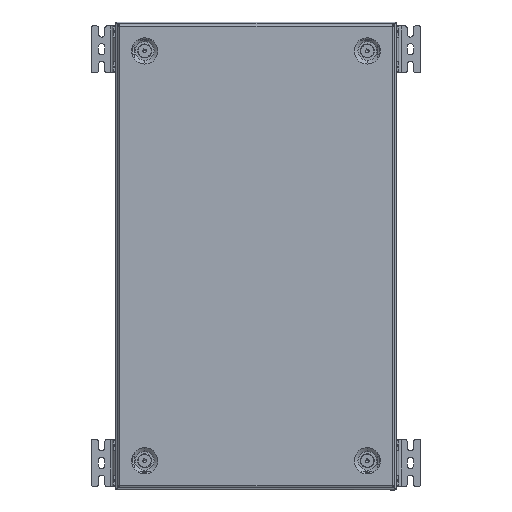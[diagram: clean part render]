
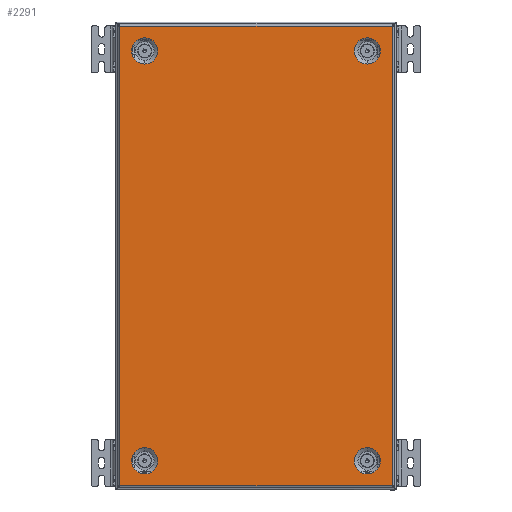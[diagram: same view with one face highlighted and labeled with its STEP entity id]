
A CAD part, top view. The second image highlights one B-rep face of the part: STEP entity #2291.
In plain terms, the highlighted planar face has unit normal (0, 0, 1).
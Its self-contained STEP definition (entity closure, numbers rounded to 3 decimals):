
#24 = CARTESIAN_POINT ( 'NONE',  ( 145.5, -245.5, 0. ) ) ;
#92 = CARTESIAN_POINT ( 'NONE',  ( 119., -219., 0. ) ) ;
#228 = EDGE_CURVE ( 'NONE', #25173, #25200, #9269, .T. ) ;
#396 = ORIENTED_EDGE ( 'NONE', *, *, #27279, .F. ) ;
#459 = CARTESIAN_POINT ( 'NONE',  ( -145.793, -245.5, 0. ) ) ;
#863 = VERTEX_POINT ( 'NONE', #10226 ) ;
#1269 = DIRECTION ( 'NONE',  ( 1., 0., 0. ) ) ;
#1290 = VECTOR ( 'NONE', #27916, 1000. ) ;
#1321 = EDGE_CURVE ( 'NONE', #1942, #16976, #10748, .T. ) ;
#1817 = VERTEX_POINT ( 'NONE', #7320 ) ;
#1942 = VERTEX_POINT ( 'NONE', #5739 ) ;
#2291 = ADVANCED_FACE ( 'NONE', ( #21076, #7825, #27363, #25227, #20802 ), #12507, .T. ) ;
#3219 = DIRECTION ( 'NONE',  ( -1., 0., 0. ) ) ;
#3306 = DIRECTION ( 'NONE',  ( 1., 0., 0. ) ) ;
#3600 = CARTESIAN_POINT ( 'NONE',  ( 145.5, 245.5, 0. ) ) ;
#3628 = CIRCLE ( 'NONE', #17291, 14. ) ;
#3804 = DIRECTION ( 'NONE',  ( -1., 0., 0. ) ) ;
#3944 = CARTESIAN_POINT ( 'NONE',  ( -119., -219., 0. ) ) ;
#3974 = CARTESIAN_POINT ( 'NONE',  ( 147.5, -245.5, 0. ) ) ;
#4028 = CARTESIAN_POINT ( 'NONE',  ( -147.5, 245.5, 0. ) ) ;
#4305 = VERTEX_POINT ( 'NONE', #17643 ) ;
#4359 = DIRECTION ( 'NONE',  ( 0., 0., 1. ) ) ;
#4551 = ORIENTED_EDGE ( 'NONE', *, *, #24925, .F. ) ;
#4812 = LINE ( 'NONE', #13782, #24286 ) ;
#4869 = EDGE_CURVE ( 'NONE', #4305, #24132, #12909, .T. ) ;
#5061 = CARTESIAN_POINT ( 'NONE',  ( -119., 219., 0. ) ) ;
#5133 = DIRECTION ( 'NONE',  ( -1., 0., 0. ) ) ;
#5186 = CIRCLE ( 'NONE', #12431, 14. ) ;
#5364 = CARTESIAN_POINT ( 'NONE',  ( -145.5, 245.793, 0. ) ) ;
#5575 = ORIENTED_EDGE ( 'NONE', *, *, #4869, .T. ) ;
#5585 = CARTESIAN_POINT ( 'NONE',  ( 119., -219., 0. ) ) ;
#5739 = CARTESIAN_POINT ( 'NONE',  ( -119., -205., 0. ) ) ;
#6306 = DIRECTION ( 'NONE',  ( 1., 0., 0. ) ) ;
#6330 = VECTOR ( 'NONE', #17854, 1000. ) ;
#6723 = ORIENTED_EDGE ( 'NONE', *, *, #9152, .T. ) ;
#6747 = ORIENTED_EDGE ( 'NONE', *, *, #27982, .T. ) ;
#7149 = CARTESIAN_POINT ( 'NONE',  ( -145.4, 245.5, 0. ) ) ;
#7320 = CARTESIAN_POINT ( 'NONE',  ( 119., -205., 0. ) ) ;
#7825 = FACE_BOUND ( 'NONE', #10833, .T. ) ;
#7937 = DIRECTION ( 'NONE',  ( 0., 0., 1. ) ) ;
#8213 = EDGE_CURVE ( 'NONE', #9810, #24401, #8785, .T. ) ;
#8308 = EDGE_CURVE ( 'NONE', #17893, #16497, #5186, .T. ) ;
#8589 = EDGE_CURVE ( 'NONE', #17304, #16392, #12574, .T. ) ;
#8770 = EDGE_LOOP ( 'NONE', ( #24210, #396 ) ) ;
#8785 = CIRCLE ( 'NONE', #25196, 14. ) ;
#9152 = EDGE_CURVE ( 'NONE', #23108, #4305, #14054, .T. ) ;
#9269 = LINE ( 'NONE', #11125, #22132 ) ;
#9381 = EDGE_LOOP ( 'NONE', ( #4551, #10128 ) ) ;
#9810 = VERTEX_POINT ( 'NONE', #25795 ) ;
#10070 = EDGE_LOOP ( 'NONE', ( #24558, #10204 ) ) ;
#10128 = ORIENTED_EDGE ( 'NONE', *, *, #8213, .F. ) ;
#10172 = CARTESIAN_POINT ( 'NONE',  ( 145.5, -245.793, 0. ) ) ;
#10204 = ORIENTED_EDGE ( 'NONE', *, *, #17665, .F. ) ;
#10226 = CARTESIAN_POINT ( 'NONE',  ( 119., -233., 0. ) ) ;
#10302 = AXIS2_PLACEMENT_3D ( 'NONE', #14049, #22760, #3219 ) ;
#10428 = AXIS2_PLACEMENT_3D ( 'NONE', #92, #15218, #13074 ) ;
#10748 = CIRCLE ( 'NONE', #10302, 14. ) ;
#10833 = EDGE_LOOP ( 'NONE', ( #14224, #14186 ) ) ;
#10917 = CARTESIAN_POINT ( 'NONE',  ( 119., 219., 0. ) ) ;
#10938 = DIRECTION ( 'NONE',  ( 1., 0., 0. ) ) ;
#11125 = CARTESIAN_POINT ( 'NONE',  ( 145.793, 245.5, 0. ) ) ;
#11310 = LINE ( 'NONE', #459, #6330 ) ;
#12055 = AXIS2_PLACEMENT_3D ( 'NONE', #3944, #7937, #3804 ) ;
#12431 = AXIS2_PLACEMENT_3D ( 'NONE', #5061, #18438, #14307 ) ;
#12507 = PLANE ( 'NONE',  #26267 ) ;
#12574 = LINE ( 'NONE', #10172, #22016 ) ;
#12585 = DIRECTION ( 'NONE',  ( 1., 0., 0. ) ) ;
#12867 = DIRECTION ( 'NONE',  ( 0., 0., 1. ) ) ;
#12909 = LINE ( 'NONE', #13473, #14505 ) ;
#13074 = DIRECTION ( 'NONE',  ( 1., 0., 0. ) ) ;
#13199 = ORIENTED_EDGE ( 'NONE', *, *, #23762, .T. ) ;
#13377 = EDGE_CURVE ( 'NONE', #16392, #25173, #4812, .T. ) ;
#13473 = CARTESIAN_POINT ( 'NONE',  ( -145.793, -245.5, 0. ) ) ;
#13642 = CARTESIAN_POINT ( 'NONE',  ( 145.4, -245.5, 0. ) ) ;
#13782 = CARTESIAN_POINT ( 'NONE',  ( 145.793, 245.5, 0. ) ) ;
#14035 = CIRCLE ( 'NONE', #20460, 14. ) ;
#14049 = CARTESIAN_POINT ( 'NONE',  ( -119., -219., 0. ) ) ;
#14054 = LINE ( 'NONE', #5364, #20321 ) ;
#14123 = VERTEX_POINT ( 'NONE', #13642 ) ;
#14186 = ORIENTED_EDGE ( 'NONE', *, *, #16009, .F. ) ;
#14224 = ORIENTED_EDGE ( 'NONE', *, *, #8308, .F. ) ;
#14307 = DIRECTION ( 'NONE',  ( 1., 0., 0. ) ) ;
#14505 = VECTOR ( 'NONE', #10938, 1000. ) ;
#15218 = DIRECTION ( 'NONE',  ( 0., 0., 1. ) ) ;
#15774 = CARTESIAN_POINT ( 'NONE',  ( 119., 219., 0. ) ) ;
#15811 = CARTESIAN_POINT ( 'NONE',  ( 119., 205., 0. ) ) ;
#16005 = DIRECTION ( 'NONE',  ( 0., 0., 1. ) ) ;
#16009 = EDGE_CURVE ( 'NONE', #16497, #17893, #19274, .T. ) ;
#16392 = VERTEX_POINT ( 'NONE', #3600 ) ;
#16497 = VERTEX_POINT ( 'NONE', #17115 ) ;
#16595 = DIRECTION ( 'NONE',  ( 0., -1., 0. ) ) ;
#16976 = VERTEX_POINT ( 'NONE', #21919 ) ;
#17115 = CARTESIAN_POINT ( 'NONE',  ( -119., 233., 0. ) ) ;
#17291 = AXIS2_PLACEMENT_3D ( 'NONE', #15774, #19897, #18041 ) ;
#17304 = VERTEX_POINT ( 'NONE', #24 ) ;
#17622 = ORIENTED_EDGE ( 'NONE', *, *, #228, .T. ) ;
#17643 = CARTESIAN_POINT ( 'NONE',  ( -145.5, -245.5, 0. ) ) ;
#17665 = EDGE_CURVE ( 'NONE', #16976, #1942, #25284, .T. ) ;
#17854 = DIRECTION ( 'NONE',  ( 1., 0., 0. ) ) ;
#17893 = VERTEX_POINT ( 'NONE', #26598 ) ;
#18014 = DIRECTION ( 'NONE',  ( -1., 0., 0. ) ) ;
#18041 = DIRECTION ( 'NONE',  ( -1., 0., 0. ) ) ;
#18156 = CIRCLE ( 'NONE', #10428, 14. ) ;
#18438 = DIRECTION ( 'NONE',  ( 0., 0., 1. ) ) ;
#18876 = CARTESIAN_POINT ( 'NONE',  ( 145.4, 245.5, 0. ) ) ;
#18923 = CARTESIAN_POINT ( 'NONE',  ( 0., 0., 0. ) ) ;
#19121 = LINE ( 'NONE', #4028, #27711 ) ;
#19132 = DIRECTION ( 'NONE',  ( 0., 1., 0. ) ) ;
#19274 = CIRCLE ( 'NONE', #24302, 14. ) ;
#19570 = CARTESIAN_POINT ( 'NONE',  ( -119., 219., 0. ) ) ;
#19897 = DIRECTION ( 'NONE',  ( 0., 0., 1. ) ) ;
#20321 = VECTOR ( 'NONE', #16595, 1000. ) ;
#20460 = AXIS2_PLACEMENT_3D ( 'NONE', #5585, #16005, #3306 ) ;
#20802 = FACE_BOUND ( 'NONE', #8770, .T. ) ;
#21076 = FACE_OUTER_BOUND ( 'NONE', #21552, .T. ) ;
#21552 = EDGE_LOOP ( 'NONE', ( #25444, #17622, #23051, #6723, #5575, #13199, #6747, #25659 ) ) ;
#21919 = CARTESIAN_POINT ( 'NONE',  ( -119., -233., 0. ) ) ;
#22016 = VECTOR ( 'NONE', #19132, 1000. ) ;
#22132 = VECTOR ( 'NONE', #5133, 1000. ) ;
#22490 = DIRECTION ( 'NONE',  ( -1., 0., 0. ) ) ;
#22760 = DIRECTION ( 'NONE',  ( 0., 0., 1. ) ) ;
#22826 = CARTESIAN_POINT ( 'NONE',  ( -145.4, -245.5, 0. ) ) ;
#23051 = ORIENTED_EDGE ( 'NONE', *, *, #23943, .F. ) ;
#23108 = VERTEX_POINT ( 'NONE', #26959 ) ;
#23762 = EDGE_CURVE ( 'NONE', #24132, #14123, #11310, .T. ) ;
#23943 = EDGE_CURVE ( 'NONE', #23108, #25200, #19121, .T. ) ;
#24132 = VERTEX_POINT ( 'NONE', #22826 ) ;
#24210 = ORIENTED_EDGE ( 'NONE', *, *, #28174, .F. ) ;
#24286 = VECTOR ( 'NONE', #22490, 1000. ) ;
#24302 = AXIS2_PLACEMENT_3D ( 'NONE', #19570, #12867, #12585 ) ;
#24401 = VERTEX_POINT ( 'NONE', #15811 ) ;
#24558 = ORIENTED_EDGE ( 'NONE', *, *, #1321, .F. ) ;
#24925 = EDGE_CURVE ( 'NONE', #24401, #9810, #3628, .T. ) ;
#25173 = VERTEX_POINT ( 'NONE', #18876 ) ;
#25196 = AXIS2_PLACEMENT_3D ( 'NONE', #10917, #4359, #18014 ) ;
#25200 = VERTEX_POINT ( 'NONE', #7149 ) ;
#25224 = LINE ( 'NONE', #3974, #1290 ) ;
#25227 = FACE_BOUND ( 'NONE', #10070, .T. ) ;
#25284 = CIRCLE ( 'NONE', #12055, 14. ) ;
#25359 = DIRECTION ( 'NONE',  ( 0., 0., 1. ) ) ;
#25444 = ORIENTED_EDGE ( 'NONE', *, *, #13377, .T. ) ;
#25659 = ORIENTED_EDGE ( 'NONE', *, *, #8589, .T. ) ;
#25795 = CARTESIAN_POINT ( 'NONE',  ( 119., 233., 0. ) ) ;
#26267 = AXIS2_PLACEMENT_3D ( 'NONE', #18923, #25359, #1269 ) ;
#26598 = CARTESIAN_POINT ( 'NONE',  ( -119., 205., 0. ) ) ;
#26959 = CARTESIAN_POINT ( 'NONE',  ( -145.5, 245.5, 0. ) ) ;
#27279 = EDGE_CURVE ( 'NONE', #863, #1817, #14035, .T. ) ;
#27363 = FACE_BOUND ( 'NONE', #9381, .T. ) ;
#27711 = VECTOR ( 'NONE', #6306, 1000. ) ;
#27916 = DIRECTION ( 'NONE',  ( 1., 0., 0. ) ) ;
#27982 = EDGE_CURVE ( 'NONE', #14123, #17304, #25224, .T. ) ;
#28174 = EDGE_CURVE ( 'NONE', #1817, #863, #18156, .T. ) ;
